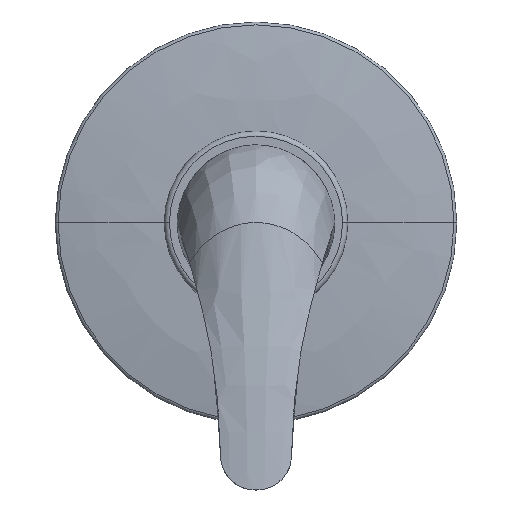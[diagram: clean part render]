
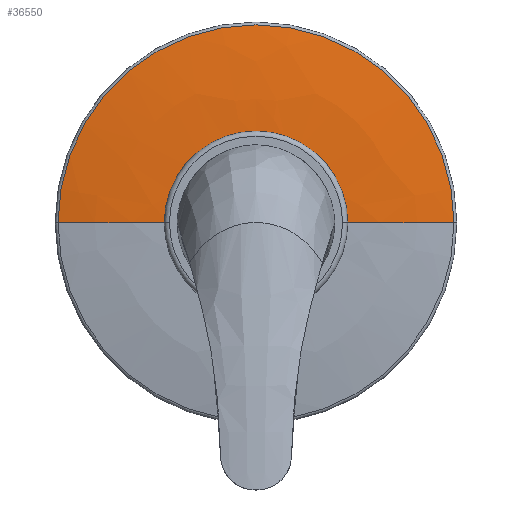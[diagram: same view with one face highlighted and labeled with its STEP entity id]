
A CAD part, top view. The second image highlights one B-rep face of the part: STEP entity #36550.
In plain terms, the highlighted free-form (B-spline) face has degree [3, 3] with [7, 4] control points.
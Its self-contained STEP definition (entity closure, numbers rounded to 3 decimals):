
#36189=CARTESIAN_POINT('',(0.,0.,54.));
#36190=DIRECTION('',(0.,0.,-1.));
#36191=DIRECTION('',(-1.,0.,0.));
#36192=AXIS2_PLACEMENT_3D('',#36189,#36190,#36191);
#36194=CARTESIAN_POINT('',(0.,0.,51.149));
#36195=DIRECTION('',(0.,0.,1.));
#36196=DIRECTION('',(1.,0.,0.));
#36197=AXIS2_PLACEMENT_3D('',#36194,#36195,#36196);
#36214=CARTESIAN_POINT('',(-25.,0.,-129.));
#36215=DIRECTION('',(0.,1.,0.));
#36216=DIRECTION('',(-0.176,0.,0.984));
#36217=AXIS2_PLACEMENT_3D('',#36214,#36215,#36216);
#36219=CARTESIAN_POINT('',(25.,0.,-129.));
#36220=DIRECTION('',(0.,-1.,0.));
#36221=DIRECTION('',(0.176,0.,0.984));
#36222=AXIS2_PLACEMENT_3D('',#36219,#36220,#36221);
#36262=CARTESIAN_POINT('',(-25.,0.,54.));
#36264=VERTEX_POINT('',#36262);
#36266=CARTESIAN_POINT('',(25.,0.,54.));
#36268=VERTEX_POINT('',#36266);
#36278=CARTESIAN_POINT('',(-57.176,0.,51.149));
#36279=CARTESIAN_POINT('',(57.176,0.,
51.149));
#36280=VERTEX_POINT('',#36278);
#36281=VERTEX_POINT('',#36279);
#36512=CARTESIAN_POINT('',(-24.305,-1.529,
53.999));
#36513=CARTESIAN_POINT('',(-35.511,-2.234,
54.039));
#36514=CARTESIAN_POINT('',(-46.674,-2.936,
53.048));
#36515=CARTESIAN_POINT('',(-57.698,-3.63,
51.034));
#36516=CARTESIAN_POINT('',(-25.246,13.428,
53.999));
#36517=CARTESIAN_POINT('',(-36.886,19.619,
54.039));
#36518=CARTESIAN_POINT('',(-48.481,25.786,
53.048));
#36519=CARTESIAN_POINT('',(-59.932,31.877,
51.034));
#36520=CARTESIAN_POINT('',(-14.987,24.353,
53.999));
#36521=CARTESIAN_POINT('',(-21.897,35.581,
54.039));
#36522=CARTESIAN_POINT('',(-28.78,46.766,
53.048));
#36523=CARTESIAN_POINT('',(-35.578,57.812,
51.034));
#36524=CARTESIAN_POINT('',(0.,24.353,53.999));
#36525=CARTESIAN_POINT('',(0.,35.581,54.039));
#36526=CARTESIAN_POINT('',(0.,46.766,53.048));
#36527=CARTESIAN_POINT('',(0.,57.812,51.034));
#36528=CARTESIAN_POINT('',(14.987,24.353,53.999));
#36529=CARTESIAN_POINT('',(21.897,35.581,54.039));
#36530=CARTESIAN_POINT('',(28.78,46.766,53.048));
#36531=CARTESIAN_POINT('',(35.578,57.812,51.034));
#36532=CARTESIAN_POINT('',(25.246,13.428,53.999));
#36533=CARTESIAN_POINT('',(36.886,19.619,54.039));
#36534=CARTESIAN_POINT('',(48.481,25.786,53.048));
#36535=CARTESIAN_POINT('',(59.932,31.877,51.034));
#36536=CARTESIAN_POINT('',(24.305,-1.529,
53.999));
#36537=CARTESIAN_POINT('',(35.511,-2.234,
54.039));
#36538=CARTESIAN_POINT('',(46.674,-2.936,
53.048));
#36539=CARTESIAN_POINT('',(57.698,-3.63,
51.034));
#36540=(BOUNDED_SURFACE()B_SPLINE_SURFACE(3,3,((#36512,#36513,#36514,#36515),(
#36516,#36517,#36518,#36519),(#36520,#36521,#36522,#36523),(#36524,#36525,
#36526,#36527),(#36528,#36529,#36530,#36531),(#36532,#36533,#36534,#36535),(
#36536,#36537,#36538,#36539)),.UNSPECIFIED.,.F.,.F.,.F.)B_SPLINE_SURFACE_WITH_KNOTS((4,3,4),(4,4),(0.,1.,2.),(0.,1.),.UNSPECIFIED.)GEOMETRIC_REPRESENTATION_ITEM()RATIONAL_B_SPLINE_SURFACE(((1.19,1.186,
1.186,1.19),(0.94,0.937,
0.937,0.94),(0.94,0.937,
0.937,0.94),(1.19,1.186,
1.186,1.19),(0.94,0.937,
0.937,0.94),(0.94,0.937,
0.937,0.94),(1.19,1.186,
1.186,1.19)))REPRESENTATION_ITEM('')SURFACE());
#36542=ORIENTED_EDGE('',*,*,#36541,.F.);
#36544=ORIENTED_EDGE('',*,*,#36543,.T.);
#36545=ORIENTED_EDGE('',*,*,#36498,.F.);
#36547=ORIENTED_EDGE('',*,*,#36546,.F.);
#36548=EDGE_LOOP('',(#36542,#36544,#36545,#36547));
#36549=FACE_OUTER_BOUND('',#36548,.F.);
#36550=ADVANCED_FACE('',(#36549),#36540,.T.);
#36193=CIRCLE('',#36192,25.);
#36198=CIRCLE('',#36197,57.176);
#36218=CIRCLE('',#36217,183.);
#36223=CIRCLE('',#36222,183.);
#36498=EDGE_CURVE('',#36264,#36268,#36193,.T.);
#36541=EDGE_CURVE('',#36281,#36280,#36198,.T.);
#36543=EDGE_CURVE('',#36281,#36268,#36223,.T.);
#36546=EDGE_CURVE('',#36280,#36264,#36218,.T.);
